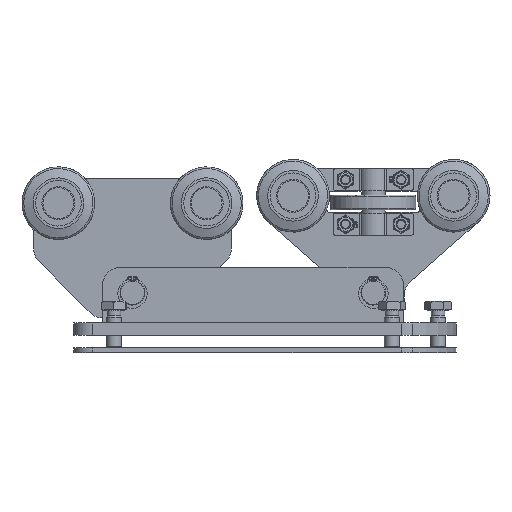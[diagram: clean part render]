
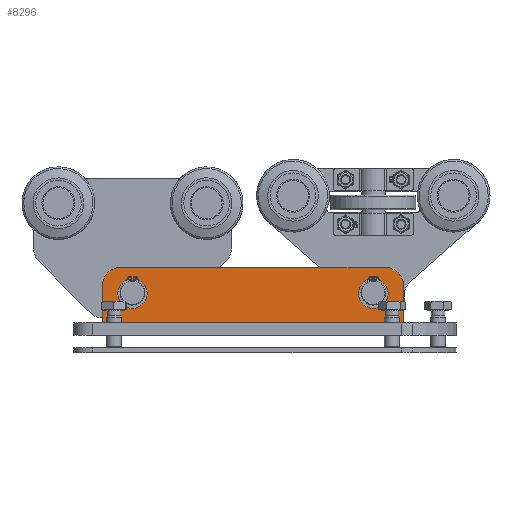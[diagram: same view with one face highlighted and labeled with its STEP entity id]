
A CAD part, left-side view. The second image highlights one B-rep face of the part: STEP entity #8296.
In plain terms, the highlighted face is planar.
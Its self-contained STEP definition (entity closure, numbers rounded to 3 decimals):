
#619=FACE_BOUND('',#1401,.T.);
#620=FACE_BOUND('',#1402,.T.);
#737=PLANE('',#9334);
#931=FACE_OUTER_BOUND('',#1400,.T.);
#1400=EDGE_LOOP('',(#5862,#5863,#5864,#5865,#5866,#5867,#5868,#5869,#5870,
#5871,#5872,#5873));
#1401=EDGE_LOOP('',(#5874,#5875));
#1402=EDGE_LOOP('',(#5876,#5877));
#1976=LINE('',#13281,#2483);
#1977=LINE('',#13283,#2484);
#1978=LINE('',#13285,#2485);
#1979=LINE('',#13287,#2486);
#1980=LINE('',#13289,#2487);
#1981=LINE('',#13291,#2488);
#1982=LINE('',#13295,#2489);
#1983=LINE('',#13299,#2490);
#1984=LINE('',#13301,#2491);
#1985=LINE('',#13302,#2492);
#2483=VECTOR('',#10604,10.);
#2484=VECTOR('',#10605,10.);
#2485=VECTOR('',#10606,10.);
#2486=VECTOR('',#10607,10.);
#2487=VECTOR('',#10608,10.);
#2488=VECTOR('',#10609,10.);
#2489=VECTOR('',#10612,10.);
#2490=VECTOR('',#10615,10.);
#2491=VECTOR('',#10616,10.);
#2492=VECTOR('',#10617,10.);
#2969=CIRCLE('',#9324,1.5);
#2971=CIRCLE('',#9327,1.5);
#2972=CIRCLE('',#9329,10.1);
#2974=CIRCLE('',#9332,10.1);
#2976=CIRCLE('',#9335,15.);
#2977=CIRCLE('',#9336,15.);
#3582=VERTEX_POINT('',#13256);
#3584=VERTEX_POINT('',#13260);
#3586=VERTEX_POINT('',#13265);
#3588=VERTEX_POINT('',#13269);
#3589=VERTEX_POINT('',#13279);
#3590=VERTEX_POINT('',#13280);
#3591=VERTEX_POINT('',#13282);
#3592=VERTEX_POINT('',#13284);
#3593=VERTEX_POINT('',#13286);
#3594=VERTEX_POINT('',#13288);
#3595=VERTEX_POINT('',#13290);
#3596=VERTEX_POINT('',#13292);
#3597=VERTEX_POINT('',#13294);
#3598=VERTEX_POINT('',#13296);
#3599=VERTEX_POINT('',#13298);
#3600=VERTEX_POINT('',#13300);
#4497=EDGE_CURVE('',#3582,#3584,#2969,.T.);
#4501=EDGE_CURVE('',#3586,#3588,#2971,.T.);
#4502=EDGE_CURVE('',#3584,#3582,#2972,.T.);
#4504=EDGE_CURVE('',#3588,#3586,#2974,.T.);
#4506=EDGE_CURVE('',#3589,#3590,#1976,.T.);
#4507=EDGE_CURVE('',#3591,#3589,#1977,.T.);
#4508=EDGE_CURVE('',#3592,#3591,#1978,.T.);
#4509=EDGE_CURVE('',#3593,#3592,#1979,.T.);
#4510=EDGE_CURVE('',#3594,#3593,#1980,.T.);
#4511=EDGE_CURVE('',#3595,#3594,#1981,.T.);
#4512=EDGE_CURVE('',#3596,#3595,#2976,.T.);
#4513=EDGE_CURVE('',#3597,#3596,#1982,.T.);
#4514=EDGE_CURVE('',#3598,#3597,#2977,.T.);
#4515=EDGE_CURVE('',#3599,#3598,#1983,.T.);
#4516=EDGE_CURVE('',#3600,#3599,#1984,.T.);
#4517=EDGE_CURVE('',#3590,#3600,#1985,.T.);
#5862=ORIENTED_EDGE('',*,*,#4506,.F.);
#5863=ORIENTED_EDGE('',*,*,#4507,.F.);
#5864=ORIENTED_EDGE('',*,*,#4508,.F.);
#5865=ORIENTED_EDGE('',*,*,#4509,.F.);
#5866=ORIENTED_EDGE('',*,*,#4510,.F.);
#5867=ORIENTED_EDGE('',*,*,#4511,.F.);
#5868=ORIENTED_EDGE('',*,*,#4512,.F.);
#5869=ORIENTED_EDGE('',*,*,#4513,.F.);
#5870=ORIENTED_EDGE('',*,*,#4514,.F.);
#5871=ORIENTED_EDGE('',*,*,#4515,.F.);
#5872=ORIENTED_EDGE('',*,*,#4516,.F.);
#5873=ORIENTED_EDGE('',*,*,#4517,.F.);
#5874=ORIENTED_EDGE('',*,*,#4501,.T.);
#5875=ORIENTED_EDGE('',*,*,#4504,.T.);
#5876=ORIENTED_EDGE('',*,*,#4497,.T.);
#5877=ORIENTED_EDGE('',*,*,#4502,.T.);
#8296=ADVANCED_FACE('',(#931,#619,#620),#737,.F.);
#9324=AXIS2_PLACEMENT_3D('',#13262,#10580,#10581);
#9327=AXIS2_PLACEMENT_3D('',#13271,#10588,#10589);
#9329=AXIS2_PLACEMENT_3D('',#13273,#10592,#10593);
#9332=AXIS2_PLACEMENT_3D('',#13276,#10598,#10599);
#9334=AXIS2_PLACEMENT_3D('',#13278,#10602,#10603);
#9335=AXIS2_PLACEMENT_3D('',#13293,#10610,#10611);
#9336=AXIS2_PLACEMENT_3D('',#13297,#10613,#10614);
#10580=DIRECTION('center_axis',(0.,0.,1.));
#10581=DIRECTION('ref_axis',(-1.,0.,0.));
#10588=DIRECTION('center_axis',(0.,0.,1.));
#10589=DIRECTION('ref_axis',(-1.,0.,0.));
#10592=DIRECTION('center_axis',(0.,0.,1.));
#10593=DIRECTION('ref_axis',(1.,0.,0.));
#10598=DIRECTION('center_axis',(0.,0.,1.));
#10599=DIRECTION('ref_axis',(1.,0.,0.));
#10602=DIRECTION('center_axis',(0.,0.,1.));
#10603=DIRECTION('ref_axis',(1.,0.,0.));
#10604=DIRECTION('',(0.707,0.707,0.));
#10605=DIRECTION('',(1.,0.,0.));
#10606=DIRECTION('',(0.707,-0.707,0.));
#10607=DIRECTION('',(0.,-1.,0.));
#10608=DIRECTION('',(1.,0.,0.));
#10609=DIRECTION('',(0.,-1.,0.));
#10610=DIRECTION('center_axis',(0.,0.,1.));
#10611=DIRECTION('ref_axis',(-0.707,0.707,0.));
#10612=DIRECTION('',(-1.,0.,0.));
#10613=DIRECTION('center_axis',(0.,0.,1.));
#10614=DIRECTION('ref_axis',(0.707,0.707,0.));
#10615=DIRECTION('',(0.,1.,0.));
#10616=DIRECTION('',(1.,0.,0.));
#10617=DIRECTION('',(0.,1.,0.));
#13256=CARTESIAN_POINT('',(107.489,30.004,-5.));
#13260=CARTESIAN_POINT('',(107.489,32.996,-5.));
#13262=CARTESIAN_POINT('Origin',(107.6,31.5,-5.));
#13265=CARTESIAN_POINT('',(-87.511,30.004,-5.));
#13269=CARTESIAN_POINT('',(-87.511,32.996,-5.));
#13271=CARTESIAN_POINT('Origin',(-87.4,31.5,-5.));
#13273=CARTESIAN_POINT('Origin',(97.5,31.5,-5.));
#13276=CARTESIAN_POINT('Origin',(-97.5,31.5,-5.));
#13278=CARTESIAN_POINT('Origin',(0.,26.52,
-5.));
#13279=CARTESIAN_POINT('',(98.5,0.,-5.));
#13280=CARTESIAN_POINT('',(100.,1.5,-5.));
#13281=CARTESIAN_POINT('',(80.88,-17.62,-5.));
#13282=CARTESIAN_POINT('',(-98.5,0.,-5.));
#13283=CARTESIAN_POINT('',(100.,0.,-5.));
#13284=CARTESIAN_POINT('',(-100.,1.5,-5.));
#13285=CARTESIAN_POINT('',(-80.88,-17.62,-5.));
#13286=CARTESIAN_POINT('',(-100.,7.,-5.));
#13287=CARTESIAN_POINT('',(-100.,0.,-5.));
#13288=CARTESIAN_POINT('',(-122.,7.,-5.));
#13289=CARTESIAN_POINT('',(-100.,7.,-5.));
#13290=CARTESIAN_POINT('',(-122.,37.,-5.));
#13291=CARTESIAN_POINT('',(-122.,7.,-5.));
#13292=CARTESIAN_POINT('',(-107.,52.,-5.));
#13293=CARTESIAN_POINT('Origin',(-107.,37.,-5.));
#13294=CARTESIAN_POINT('',(107.,52.,-5.));
#13295=CARTESIAN_POINT('',(-122.,52.,-5.));
#13296=CARTESIAN_POINT('',(122.,37.,-5.));
#13297=CARTESIAN_POINT('Origin',(107.,37.,-5.));
#13298=CARTESIAN_POINT('',(122.,7.,-5.));
#13299=CARTESIAN_POINT('',(122.,52.,-5.));
#13300=CARTESIAN_POINT('',(100.,7.,-5.));
#13301=CARTESIAN_POINT('',(122.,7.,-5.));
#13302=CARTESIAN_POINT('',(100.,7.,-5.));
